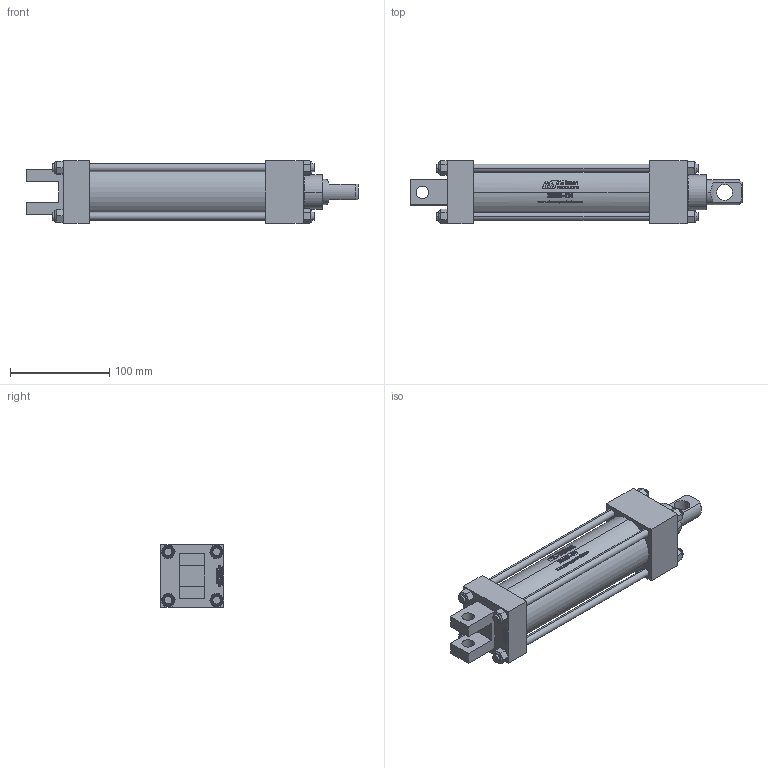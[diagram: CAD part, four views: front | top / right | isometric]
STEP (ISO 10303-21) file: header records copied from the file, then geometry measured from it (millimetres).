
FILE_DESCRIPTION (( 'STEP AP214' ), '1' );
FILE_NAME ('B3000-424-CYLINDER-2.0-X-3.0-STROKE-SPRING-EXT.-DOUBLE-ACTING.STEP', '2021-07-30T14:16:30', ( '' ), ( '' ), 'SwSTEP 2.0', 'SolidWorks 2018', '' );
FILE_SCHEMA (( 'AUTOMOTIVE_DESIGN' ));
Length unit declared in the file: inch
Products named in the file (1): B3000-424-CYLINDER-2.0-X-3.0-STROKE-SPRING-EXT.-DOUBLE-ACTING
Bounding box: 334.72 x 64.27 x 63.5 mm (x, y, z)
Volume: 809920.3 mm3; surface area: 97637.5 mm2
Topology: 5 solids, 5 shells, 1757 faces, 4528 edges, 2982 vertices
Faces by surface type: plane 812, bspline 585, cylinder 182, cone 178
Entity records: 91327 total; most frequent: CARTESIAN_POINT 48595, ORIENTED_EDGE 9056, DIRECTION 5793, EDGE_CURVE 4528, VERTEX_POINT 2982, VECTOR 2197, LINE 2197, EDGE_LOOP 1976
